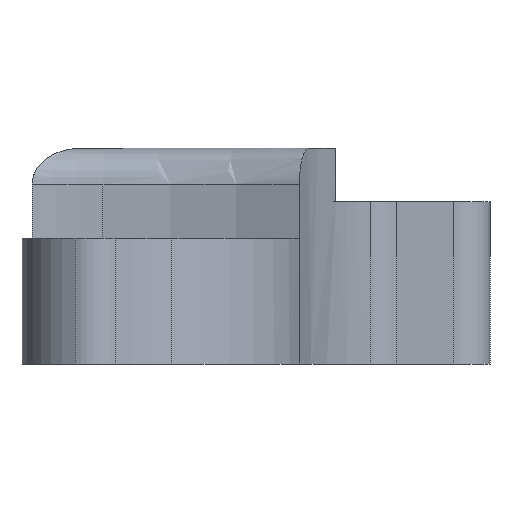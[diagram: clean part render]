
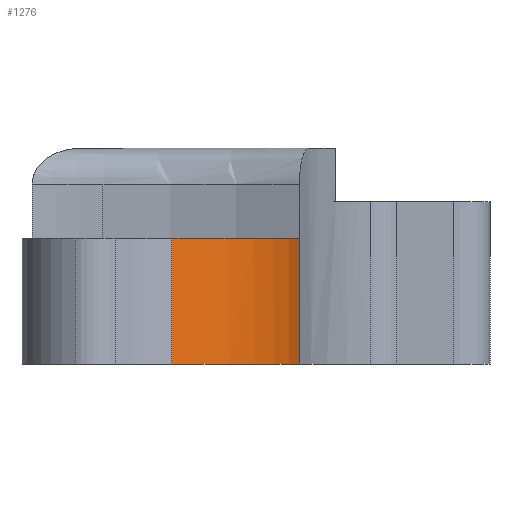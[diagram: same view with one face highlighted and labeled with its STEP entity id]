
A CAD part, left-side view. The second image highlights one B-rep face of the part: STEP entity #1276.
In plain terms, the highlighted cylindrical face has radius 11 mm (diameter 22 mm), a partial arc.
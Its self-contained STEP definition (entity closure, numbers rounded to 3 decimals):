
#69 = ORIENTED_EDGE ( 'NONE', *, *, #414, .F. ) ;
#137 = VERTEX_POINT ( 'NONE', #658 ) ;
#142 = LINE ( 'NONE', #1212, #1626 ) ;
#304 = VECTOR ( 'NONE', #660, 1000. ) ;
#333 = CARTESIAN_POINT ( 'NONE',  ( 10.581, 4.566, 0. ) ) ;
#369 = CARTESIAN_POINT ( 'NONE',  ( 2.803, 11.678, 0. ) ) ;
#371 = EDGE_CURVE ( 'NONE', #1174, #1642, #1114, .T. ) ;
#400 = DIRECTION ( 'NONE',  ( 0., 0., 1. ) ) ;
#413 = VERTEX_POINT ( 'NONE', #1251 ) ;
#414 = EDGE_CURVE ( 'NONE', #898, #1174, #1035, .T. ) ;
#467 = CARTESIAN_POINT ( 'NONE',  ( 10.522, 4.581, 10.399 ) ) ;
#522 = DIRECTION ( 'NONE',  ( 1., 0., 0. ) ) ;
#557 = CARTESIAN_POINT ( 'NONE',  ( 2.803, 11.678, 0. ) ) ;
#619 = EDGE_CURVE ( 'NONE', #413, #898, #142, .T. ) ;
#621 = CARTESIAN_POINT ( 'NONE',  ( 10.493, 4.588, 10.202 ) ) ;
#638 = EDGE_CURVE ( 'NONE', #846, #1642, #914, .T. ) ;
#640 = DIRECTION ( 'NONE',  ( 0., 0., -1. ) ) ;
#658 = CARTESIAN_POINT ( 'NONE',  ( 10.493, 4.588, 10. ) ) ;
#660 = DIRECTION ( 'NONE',  ( 0., 0., 1. ) ) ;
#673 = CARTESIAN_POINT ( 'NONE',  ( 13.208, 15.248, 0. ) ) ;
#674 = CARTESIAN_POINT ( 'NONE',  ( 13.208, 15.248, 0. ) ) ;
#723 = AXIS2_PLACEMENT_3D ( 'NONE', #674, #820, #522 ) ;
#737 = FACE_OUTER_BOUND ( 'NONE', #991, .T. ) ;
#762 = ORIENTED_EDGE ( 'NONE', *, *, #638, .T. ) ;
#819 = DIRECTION ( 'NONE',  ( -1., 0., 0. ) ) ;
#820 = DIRECTION ( 'NONE',  ( 0., 0., 1. ) ) ;
#846 = VERTEX_POINT ( 'NONE', #1190 ) ;
#882 = EDGE_CURVE ( 'NONE', #413, #137, #1208, .T. ) ;
#898 = VERTEX_POINT ( 'NONE', #333 ) ;
#914 = CIRCLE ( 'NONE', #1206, 11. ) ;
#923 = ORIENTED_EDGE ( 'NONE', *, *, #371, .F. ) ;
#948 = ORIENTED_EDGE ( 'NONE', *, *, #882, .T. ) ;
#976 = CYLINDRICAL_SURFACE ( 'NONE', #723, 11. ) ;
#991 = EDGE_LOOP ( 'NONE', ( #1536, #948, #1105, #762, #923, #69 ) ) ;
#1035 = CIRCLE ( 'NONE', #1531, 11. ) ;
#1105 = ORIENTED_EDGE ( 'NONE', *, *, #1744, .F. ) ;
#1114 = LINE ( 'NONE', #369, #304 ) ;
#1125 = VECTOR ( 'NONE', #400, 1000. ) ;
#1174 = VERTEX_POINT ( 'NONE', #557 ) ;
#1190 = CARTESIAN_POINT ( 'NONE',  ( 10.493, 4.588, 7. ) ) ;
#1206 = AXIS2_PLACEMENT_3D ( 'NONE', #1502, #640, #1644 ) ;
#1208 = B_SPLINE_CURVE_WITH_KNOTS ( 'NONE', 3,
 ( #1488, #467, #621, #1624 ),
 .UNSPECIFIED., .F., .F.,
 ( 4, 4 ),
 ( 0., 0.001 ),
 .UNSPECIFIED. ) ;
#1212 = CARTESIAN_POINT ( 'NONE',  ( 10.581, 4.566, 0. ) ) ;
#1251 = CARTESIAN_POINT ( 'NONE',  ( 10.581, 4.566, 10.591 ) ) ;
#1276 = ADVANCED_FACE ( 'NONE', ( #737 ), #976, .T. ) ;
#1488 = CARTESIAN_POINT ( 'NONE',  ( 10.581, 4.566, 10.591 ) ) ;
#1500 = LINE ( 'NONE', #1684, #1125 ) ;
#1502 = CARTESIAN_POINT ( 'NONE',  ( 13.208, 15.248, 7. ) ) ;
#1527 = CARTESIAN_POINT ( 'NONE',  ( 2.803, 11.678, 7. ) ) ;
#1531 = AXIS2_PLACEMENT_3D ( 'NONE', #673, #1677, #819 ) ;
#1536 = ORIENTED_EDGE ( 'NONE', *, *, #619, .F. ) ;
#1624 = CARTESIAN_POINT ( 'NONE',  ( 10.493, 4.588, 10. ) ) ;
#1626 = VECTOR ( 'NONE', #1786, 1000. ) ;
#1642 = VERTEX_POINT ( 'NONE', #1527 ) ;
#1644 = DIRECTION ( 'NONE',  ( 1., 0., 0. ) ) ;
#1677 = DIRECTION ( 'NONE',  ( 0., 0., -1. ) ) ;
#1684 = CARTESIAN_POINT ( 'NONE',  ( 10.493, 4.588, 9.5 ) ) ;
#1744 = EDGE_CURVE ( 'NONE', #846, #137, #1500, .T. ) ;
#1786 = DIRECTION ( 'NONE',  ( 0., 0., -1. ) ) ;
